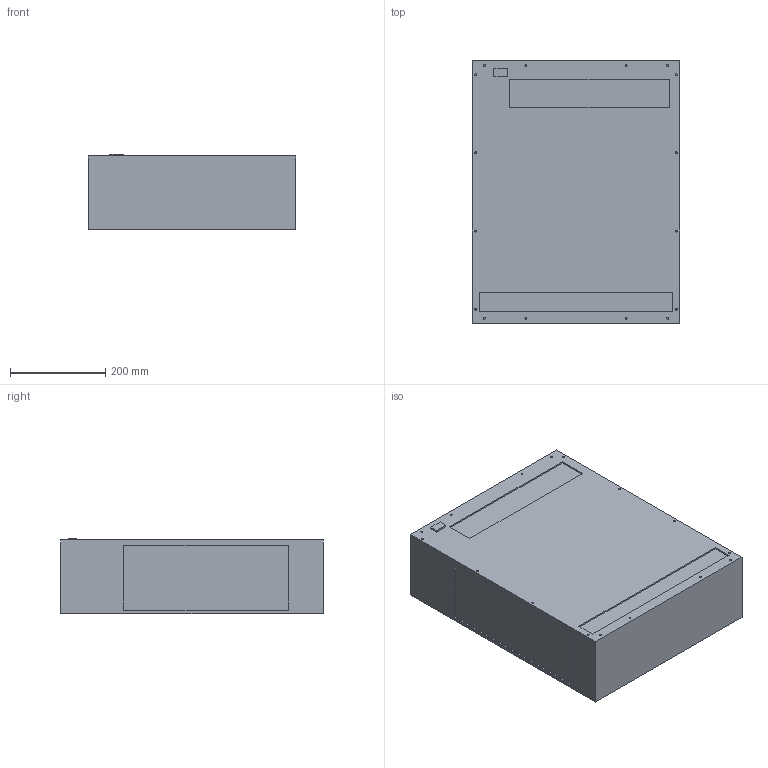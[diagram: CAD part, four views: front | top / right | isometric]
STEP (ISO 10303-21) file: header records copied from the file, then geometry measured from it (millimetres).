
FILE_DESCRIPTION (( 'STEP AP203' ), '1' );
FILE_NAME ('HEX050QA.STEP', '2016-02-26T11:11:12', ( '' ), ( '' ), 'SwSTEP 2.0', 'SolidWorks 2011', '' );
FILE_SCHEMA (( 'CONFIG_CONTROL_DESIGN' ));
Length unit declared in the file: millimetre
Products named in the file (1): HEX050QA
Bounding box: 434 x 550 x 159 mm (x, y, z)
Volume: 36609359.8 mm3; surface area: 794410.2 mm2
Topology: 1 solids, 1 shells, 79 faces, 168 edges, 112 vertices
Faces by surface type: plane 47, cylinder 32
Entity records: 2223 total; most frequent: DIRECTION 392, CARTESIAN_POINT 360, ORIENTED_EDGE 336, EDGE_CURVE 168, AXIS2_PLACEMENT_3D 144, VERTEX_POINT 112, LINE 104, VECTOR 104
